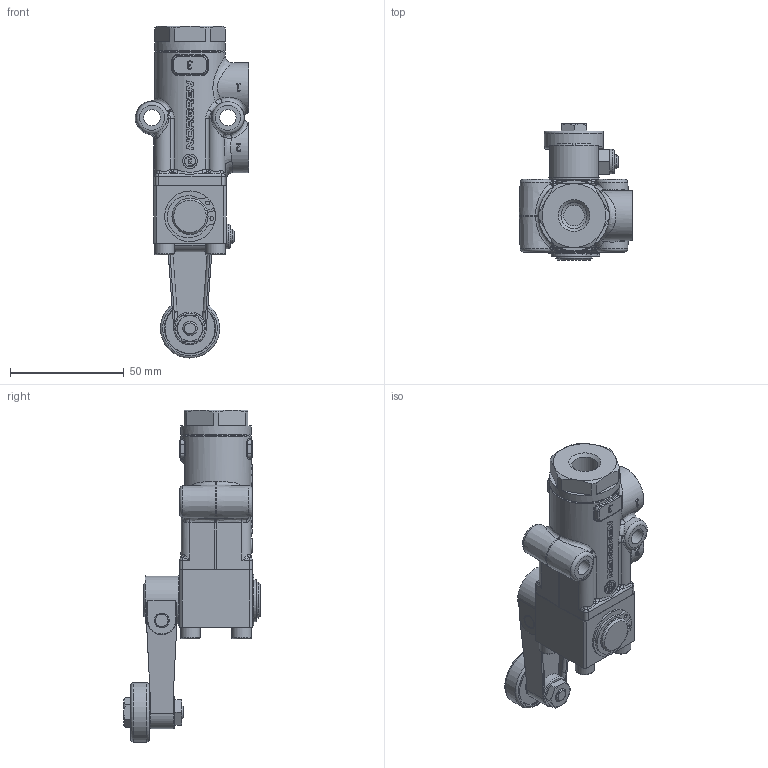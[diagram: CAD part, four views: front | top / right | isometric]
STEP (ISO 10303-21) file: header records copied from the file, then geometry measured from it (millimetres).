
FILE_DESCRIPTION(/* description */ (''),/* implementation_level */ '2;1');
FILE_NAME(/* name */ 'SLV15293_A.stp',/* time_stamp */ '2018-04-25T09:33:58+01:00',/* author */ ('dhall'),/* organization */ (''),/* preprocessor_version */ 'ST-DEVELOPER v16.5',/* originating_system */ 'Autodesk Inventor 2017',/* authorisation */ '');
FILE_SCHEMA (('AUTOMOTIVE_DESIGN { 1 0 10303 214 3 1 1 }'));
Length unit declared in the file: millimetre
Products named in the file (17): SLV/15293/A; 13429-C02; 13431-C01; 13715-C01; 13716-C01; S/P1501/68; S/P15247; S/P1602/12; S_P1602_12_001; S-P1602_12_002; S/P14523; S/P14517; C/P1634/16; S/P1607/30; 00106-C01; S/P14516; S_1340_label
Assembly tree (21 placements, depth 3):
  SLV/15293/A
    13429-C02
    13431-C01
    13715-C01
    13716-C01
    S/P1501/68
    S/P15247
    S/P1602/12
      S_P1602_12_001
      S-P1602_12_002  x2
    S/P14523
    S/P14517
    C/P1634/16
    S/P1607/30
    00106-C01  x4
    S/P14516  x2
    S_1340_label
Bounding box: 49.83 x 59.93 x 145.73 mm (x, y, z)
Volume: 90654.4 mm3; surface area: 50343.4 mm2
Topology: 20 solids, 20 shells, 911 faces, 2206 edges, 1390 vertices
Faces by surface type: plane 401, cylinder 201, bspline 170, cone 68, torus 57, sphere 14
Full cylindrical faces by diameter (mm): 1.7 x2, 4.134 x4, 4.851 x1, 4.978 x2, 5 x4, 5.359 x1, 5.4 x4, 6.34 x1, 6.35 x1, 6.351 x1, 6.5 x1, 6.75 x1, 7.14 x2, 8 x1, 8.5 x4, 8.9 x1, 8.98 x1, 9.09 x2, 10.8 x1, 11.125 x1, 11.445 x3, 12.128 x1, 13.3 x2, 14 x4, 14.3 x1, 14.68 x1, 15.09 x1, 15.85 x4, 15.9 x2, 15.95 x2
Entity records: 28670 total; most frequent: CARTESIAN_POINT 9447, ORIENTED_EDGE 3820, DIRECTION 3653, EDGE_CURVE 1910, AXIS2_PLACEMENT_3D 1395, VERTEX_POINT 1281, EDGE_LOOP 1103, LINE 863
